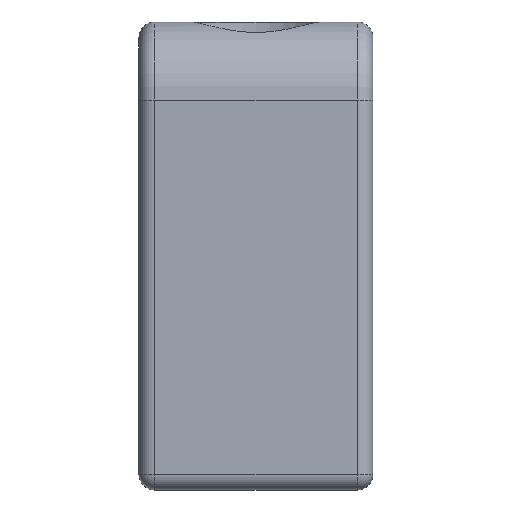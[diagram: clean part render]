
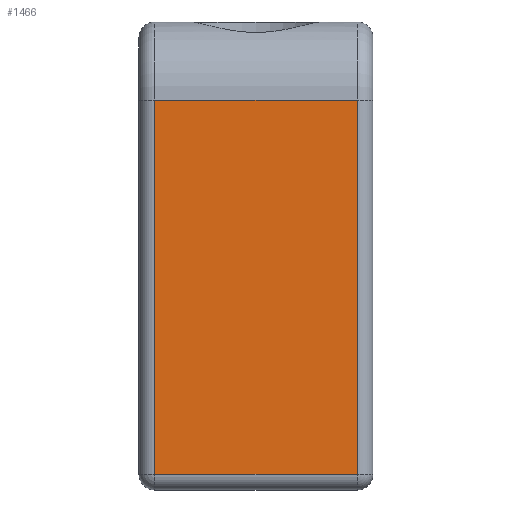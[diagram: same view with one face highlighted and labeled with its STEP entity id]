
A CAD part, front view. The second image highlights one B-rep face of the part: STEP entity #1466.
In plain terms, the highlighted planar face has unit normal (0, -1, 0).
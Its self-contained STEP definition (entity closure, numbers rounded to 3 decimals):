
#1 = LINE ( 'NONE', #766, #551 ) ;
#2 = DIRECTION ( 'NONE',  ( 1., 0., 0. ) ) ;
#11 = CARTESIAN_POINT ( 'NONE',  ( 15., -2.5, -28. ) ) ;
#15 = CARTESIAN_POINT ( 'NONE',  ( -15., -2.5, 30. ) ) ;
#88 = EDGE_LOOP ( 'NONE', ( #1461, #1256, #971, #962 ) ) ;
#91 = DIRECTION ( 'NONE',  ( -1., 0., 0. ) ) ;
#157 = EDGE_CURVE ( 'NONE', #666, #1347, #1, .T. ) ;
#189 = VERTEX_POINT ( 'NONE', #622 ) ;
#238 = LINE ( 'NONE', #586, #824 ) ;
#282 = DIRECTION ( 'NONE',  ( 0., 0., -1. ) ) ;
#297 = CARTESIAN_POINT ( 'NONE',  ( -13., -2.5, -28. ) ) ;
#353 = CARTESIAN_POINT ( 'NONE',  ( 13., -2.5, -28. ) ) ;
#501 = PLANE ( 'NONE',  #876 ) ;
#551 = VECTOR ( 'NONE', #282, 1000. ) ;
#570 = LINE ( 'NONE', #1418, #667 ) ;
#586 = CARTESIAN_POINT ( 'NONE',  ( -15., -2.5, 20. ) ) ;
#622 = CARTESIAN_POINT ( 'NONE',  ( 13., -2.5, 20. ) ) ;
#633 = LINE ( 'NONE', #11, #646 ) ;
#635 = VERTEX_POINT ( 'NONE', #353 ) ;
#646 = VECTOR ( 'NONE', #2, 1000. ) ;
#666 = VERTEX_POINT ( 'NONE', #1434 ) ;
#667 = VECTOR ( 'NONE', #1073, 1000. ) ;
#752 = DIRECTION ( 'NONE',  ( 0., -1., 0. ) ) ;
#758 = DIRECTION ( 'NONE',  ( 0., 0., -1. ) ) ;
#766 = CARTESIAN_POINT ( 'NONE',  ( -13., -2.5, 30. ) ) ;
#824 = VECTOR ( 'NONE', #91, 1000. ) ;
#876 = AXIS2_PLACEMENT_3D ( 'NONE', #15, #752, #758 ) ;
#962 = ORIENTED_EDGE ( 'NONE', *, *, #157, .T. ) ;
#971 = ORIENTED_EDGE ( 'NONE', *, *, #1393, .T. ) ;
#1008 = EDGE_CURVE ( 'NONE', #635, #189, #570, .T. ) ;
#1073 = DIRECTION ( 'NONE',  ( 0., 0., 1. ) ) ;
#1237 = EDGE_CURVE ( 'NONE', #1347, #635, #633, .T. ) ;
#1256 = ORIENTED_EDGE ( 'NONE', *, *, #1008, .T. ) ;
#1309 = FACE_OUTER_BOUND ( 'NONE', #88, .T. ) ;
#1347 = VERTEX_POINT ( 'NONE', #297 ) ;
#1393 = EDGE_CURVE ( 'NONE', #189, #666, #238, .T. ) ;
#1418 = CARTESIAN_POINT ( 'NONE',  ( 13., -2.5, 20. ) ) ;
#1434 = CARTESIAN_POINT ( 'NONE',  ( -13., -2.5, 20. ) ) ;
#1461 = ORIENTED_EDGE ( 'NONE', *, *, #1237, .T. ) ;
#1466 = ADVANCED_FACE ( 'NONE', ( #1309 ), #501, .T. ) ;
